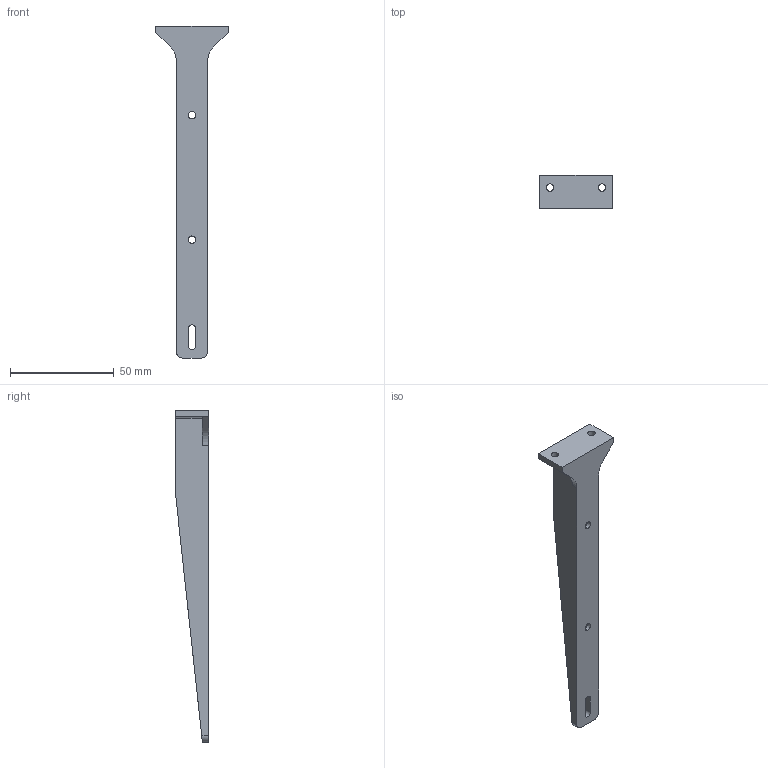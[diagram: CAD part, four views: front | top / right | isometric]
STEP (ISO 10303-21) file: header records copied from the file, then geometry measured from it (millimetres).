
FILE_DESCRIPTION (( 'STEP AP203' ), '1' );
FILE_NAME ('RS-25-xx_bracket_2020_extrusion_x2.step', '2018-08-16T17:01:23', ( '' ), ( '' ), 'SwSTEP 2.0', 'SolidWorks 2018', '' );
FILE_SCHEMA (( 'CONFIG_CONTROL_DESIGN' ));
Length unit declared in the file: millimetre
Products named in the file (1): RS-25-xx_bracket_2020_extrusion_x2
Bounding box: 35 x 16 x 160 mm (x, y, z)
Volume: 13799.7 mm3; surface area: 12283.6 mm2
Topology: 1 solids, 1 shells, 47 faces, 127 edges, 84 vertices
Faces by surface type: plane 24, cylinder 23
Entity records: 1588 total; most frequent: DIRECTION 267, CARTESIAN_POINT 265, ORIENTED_EDGE 254, EDGE_CURVE 127, AXIS2_PLACEMENT_3D 94, VERTEX_POINT 84, VECTOR 79, LINE 79
